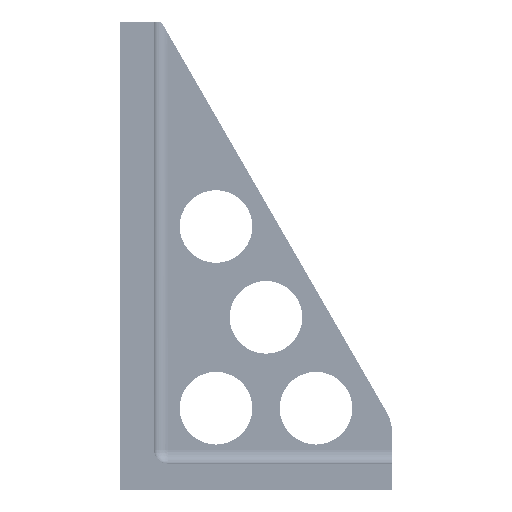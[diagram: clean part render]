
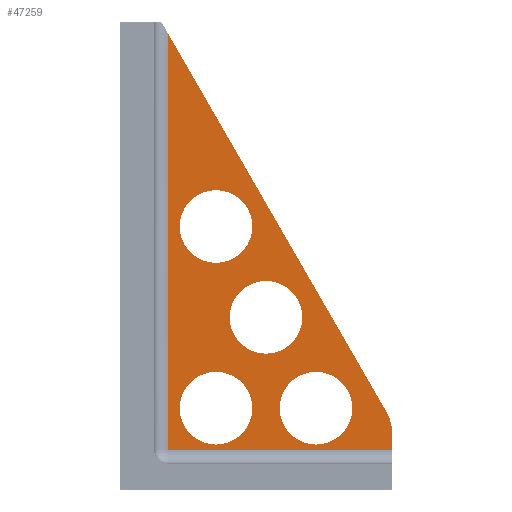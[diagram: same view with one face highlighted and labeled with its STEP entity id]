
A CAD part, front view. The second image highlights one B-rep face of the part: STEP entity #47259.
In plain terms, the highlighted planar face has unit normal (0, -1, 0).
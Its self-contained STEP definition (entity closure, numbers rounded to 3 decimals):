
#31391=EDGE_CURVE('',#86491,#50405,#92464,.T.);
#40589=VERTEX_POINT('',#102803);
#40659=EDGE_CURVE('',#57123,#79835,#102880,.T.);
#40881=EDGE_CURVE('',#64927,#40589,#103135,.T.);
#41291=EDGE_CURVE('',#49035,#59163,#103593,.T.);
#47259=ADVANCED_FACE('',(#110296,#110297,#110298,#110299,#110300),#110301,.F.);
#49035=VERTEX_POINT('',#112269);
#50405=VERTEX_POINT('',#113819);
#55681=EDGE_CURVE('',#59163,#49035,#119740,.T.);
#55947=VERTEX_POINT('',#120034);
#57123=VERTEX_POINT('',#121371);
#57461=EDGE_CURVE('',#89127,#55947,#121757,.T.);
#59163=VERTEX_POINT('',#123699);
#64927=VERTEX_POINT('',#130175);
#65929=VERTEX_POINT('',#131299);
#67421=VERTEX_POINT('',#132974);
#69011=EDGE_CURVE('',#67421,#82877,#134742,.T.);
#69597=EDGE_CURVE('',#40589,#65929,#135390,.T.);
#72741=EDGE_CURVE('',#79835,#64927,#138962,.T.);
#74837=EDGE_CURVE('',#82877,#67421,#141342,.T.);
#79835=VERTEX_POINT('',#146989);
#82877=VERTEX_POINT('',#150426);
#84525=EDGE_CURVE('',#65929,#57123,#152286,.T.);
#86177=EDGE_CURVE('',#55947,#89127,#154120,.T.);
#86491=VERTEX_POINT('',#154481);
#87199=EDGE_CURVE('',#50405,#86491,#155290,.T.);
#89127=VERTEX_POINT('',#157454);
#92464=CIRCLE('',#161345,40.0);
#102803=CARTESIAN_POINT('',(218.301,35.,86.465));
#102880=LINE('',#174879,#174880);
#103135=LINE('',#175207,#175208);
#103593=CIRCLE('',#175801,40.0);
#110296=FACE_OUTER_BOUND('',#184448,.T.);
#110297=FACE_BOUND('',#184449,.T.);
#110298=FACE_BOUND('',#184450,.T.);
#110299=FACE_BOUND('',#184451,.T.);
#110300=FACE_BOUND('',#184452,.T.);
#110301=PLANE('',#184453);
#112269=CARTESIAN_POINT('',(181.0,35.,90.0));
#113819=CARTESIAN_POINT('',(-9.,35.,90.0));
#119740=CIRCLE('',#196674,40.0);
#120034=CARTESIAN_POINT('',(71.,35.,290.0));
#121371=CARTESIAN_POINT('',(225.0,35.,44.0));
#121757=CIRCLE('',#199253,40.0);
#123699=CARTESIAN_POINT('',(101.0,35.,90.0));
#130175=CARTESIAN_POINT('',(-22.,35.,502.679));
#131299=CARTESIAN_POINT('',(225.0,35.,61.465));
#132974=CARTESIAN_POINT('',(46.0,35.,190.0));
#134742=CIRCLE('',#215926,40.0);
#135390=CIRCLE('',#216770,50.);
#138962=LINE('',#221339,#221340);
#141342=CIRCLE('',#224370,40.0);
#146989=CARTESIAN_POINT('',(-22.,35.,44.0));
#150426=CARTESIAN_POINT('',(126.0,35.,190.0));
#152286=LINE('',#238446,#238447);
#154120=CIRCLE('',#240848,40.0);
#154481=CARTESIAN_POINT('',(71.,35.,90.0));
#155290=CIRCLE('',#242326,40.0);
#157454=CARTESIAN_POINT('',(-9.,35.,290.0));
#161345=AXIS2_PLACEMENT_3D('',#249933,#249934,#249935);
#174879=CARTESIAN_POINT('',(225.0,35.,44.0));
#174880=VECTOR('',#264572,1.0);
#175207=CARTESIAN_POINT('',(105.347,35.,282.108));
#175208=VECTOR('',#264950,1.0);
#175801=AXIS2_PLACEMENT_3D('',#265587,#265588,#265589);
#184448=EDGE_LOOP('',(#275064,#275065,#275066,#275067,#275068));
#184449=EDGE_LOOP('',(#275069,#275070));
#184450=EDGE_LOOP('',(#275071,#275072));
#184451=EDGE_LOOP('',(#275073,#275074));
#184452=EDGE_LOOP('',(#275075,#275076));
#184453=AXIS2_PLACEMENT_3D('',#275077,#275078,#275079);
#196674=AXIS2_PLACEMENT_3D('',#288334,#288335,#288336);
#199253=AXIS2_PLACEMENT_3D('',#291260,#291261,#291262);
#215926=AXIS2_PLACEMENT_3D('',#309577,#309578,#309579);
#216770=AXIS2_PLACEMENT_3D('',#310421,#310422,#310423);
#221339=CARTESIAN_POINT('',(-22.,35.,515.0));
#221340=VECTOR('',#315620,1.0);
#224370=AXIS2_PLACEMENT_3D('',#319041,#319042,#319043);
#238446=CARTESIAN_POINT('',(225.0,35.,52.733));
#238447=VECTOR('',#334691,1.0);
#240848=AXIS2_PLACEMENT_3D('',#337170,#337171,#337172);
#242326=AXIS2_PLACEMENT_3D('',#338887,#338888,#338889);
#249933=CARTESIAN_POINT('',(31.,35.,90.0));
#249934=DIRECTION('',(0.0,-1.0,0.0));
#249935=DIRECTION('',(1.0,0.0,0.0));
#264572=DIRECTION('',(-1.0,0.0,0.0));
#264950=DIRECTION('',(0.5,0.0,-0.866));
#265587=CARTESIAN_POINT('',(141.0,35.,90.0));
#265588=DIRECTION('',(0.0,-1.0,0.0));
#265589=DIRECTION('',(1.0,0.0,0.0));
#275064=ORIENTED_EDGE('',*,*,#69597,.F.);
#275065=ORIENTED_EDGE('',*,*,#40881,.F.);
#275066=ORIENTED_EDGE('',*,*,#72741,.F.);
#275067=ORIENTED_EDGE('',*,*,#40659,.F.);
#275068=ORIENTED_EDGE('',*,*,#84525,.F.);
#275069=ORIENTED_EDGE('',*,*,#57461,.F.);
#275070=ORIENTED_EDGE('',*,*,#86177,.F.);
#275071=ORIENTED_EDGE('',*,*,#87199,.F.);
#275072=ORIENTED_EDGE('',*,*,#31391,.F.);
#275073=ORIENTED_EDGE('',*,*,#55681,.F.);
#275074=ORIENTED_EDGE('',*,*,#41291,.F.);
#275075=ORIENTED_EDGE('',*,*,#69011,.F.);
#275076=ORIENTED_EDGE('',*,*,#74837,.F.);
#275077=CARTESIAN_POINT('',(225.0,35.,44.0));
#275078=DIRECTION('',(0.0,1.0,0.0));
#275079=DIRECTION('',(-1.0,0.0,0.0));
#288334=CARTESIAN_POINT('',(141.0,35.,90.0));
#288335=DIRECTION('',(0.0,-1.0,0.0));
#288336=DIRECTION('',(1.0,0.0,0.0));
#291260=CARTESIAN_POINT('',(31.,35.,290.0));
#291261=DIRECTION('',(0.0,-1.0,0.0));
#291262=DIRECTION('',(1.0,0.0,0.0));
#309577=CARTESIAN_POINT('',(86.0,35.,190.0));
#309578=DIRECTION('',(0.0,-1.0,0.0));
#309579=DIRECTION('',(1.0,0.0,0.0));
#310421=CARTESIAN_POINT('',(175.0,35.,61.465));
#310422=DIRECTION('',(-0.0,1.0,0.0));
#310423=DIRECTION('',(1.0,0.0,0.));
#315620=DIRECTION('',(0.0,0.0,1.0));
#319041=CARTESIAN_POINT('',(86.0,35.,190.0));
#319042=DIRECTION('',(0.0,-1.0,0.0));
#319043=DIRECTION('',(1.0,0.0,0.0));
#334691=DIRECTION('',(0.0,0.0,-1.0));
#337170=CARTESIAN_POINT('',(31.,35.,290.0));
#337171=DIRECTION('',(0.0,-1.0,0.0));
#337172=DIRECTION('',(1.0,0.0,0.0));
#338887=CARTESIAN_POINT('',(31.,35.,90.0));
#338888=DIRECTION('',(0.0,-1.0,0.0));
#338889=DIRECTION('',(1.0,0.0,0.0));
